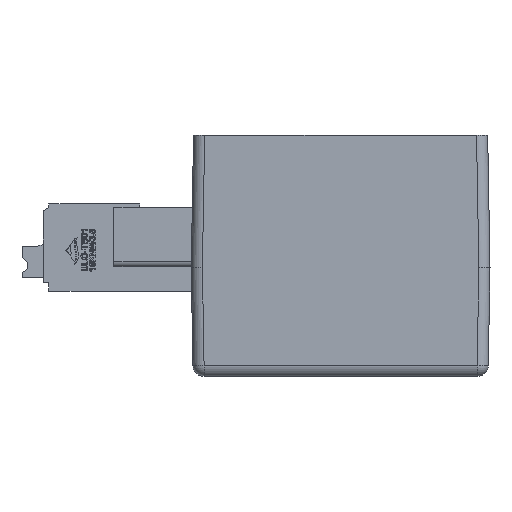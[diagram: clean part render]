
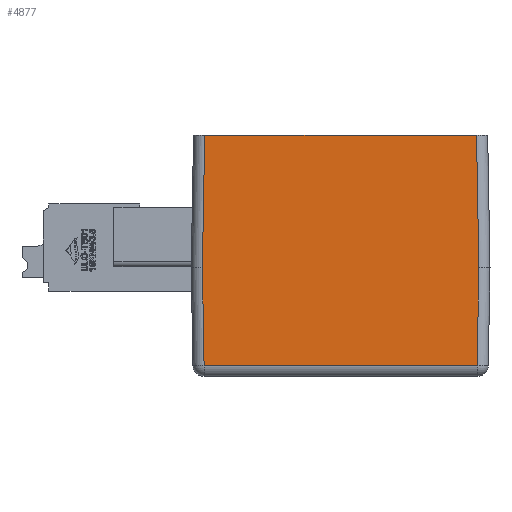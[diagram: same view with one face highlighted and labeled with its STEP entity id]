
A CAD part, front view. The second image highlights one B-rep face of the part: STEP entity #4877.
In plain terms, the highlighted planar face has unit normal (0, -1, 0).
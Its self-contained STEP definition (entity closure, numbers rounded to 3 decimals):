
#1635=FACE_OUTER_BOUND('',#11951,.T.);
#4877=ADVANCED_FACE('',(#1635),#8261,.F.);
#8261=PLANE('',#67159);
#11951=EDGE_LOOP('',(#16842,#16843,#16844,#16845,#16846,#16847));
#16842=ORIENTED_EDGE('',*,*,#41387,.T.);
#16843=ORIENTED_EDGE('',*,*,#41388,.T.);
#16844=ORIENTED_EDGE('',*,*,#41389,.F.);
#16845=ORIENTED_EDGE('',*,*,#41390,.T.);
#16846=ORIENTED_EDGE('',*,*,#41391,.T.);
#16847=ORIENTED_EDGE('',*,*,#41392,.T.);
#35157=VERTEX_POINT('',#88884);
#35158=VERTEX_POINT('',#88885);
#35159=VERTEX_POINT('',#88887);
#35160=VERTEX_POINT('',#88889);
#35161=VERTEX_POINT('',#88891);
#35162=VERTEX_POINT('',#88893);
#41387=EDGE_CURVE('',#35157,#35158,#50595,.T.);
#41388=EDGE_CURVE('',#35158,#35159,#50596,.T.);
#41389=EDGE_CURVE('',#35160,#35159,#50597,.T.);
#41390=EDGE_CURVE('',#35160,#35161,#50598,.T.);
#41391=EDGE_CURVE('',#35161,#35162,#50599,.T.);
#41392=EDGE_CURVE('',#35162,#35157,#50600,.T.);
#50595=LINE('',#88883,#59139);
#50596=LINE('',#88886,#59140);
#50597=LINE('',#88888,#59141);
#50598=LINE('',#88890,#59142);
#50599=LINE('',#88892,#59143);
#50600=LINE('',#88894,#59144);
#59139=VECTOR('',#71787,1.);
#59140=VECTOR('',#71788,1.);
#59141=VECTOR('',#71789,1.);
#59142=VECTOR('',#71790,1.);
#59143=VECTOR('',#71791,1.);
#59144=VECTOR('',#71792,1.);
#67159=AXIS2_PLACEMENT_3D('',#88895,#71793,#71794);
#71787=DIRECTION('',(-0.017,0.,-1.));
#71788=DIRECTION('',(0.017,0.,-1.));
#71789=DIRECTION('',(-1.,0.,0.));
#71790=DIRECTION('',(0.017,0.,1.));
#71791=DIRECTION('',(-0.017,0.,1.));
#71792=DIRECTION('',(-1.,0.,0.));
#71793=DIRECTION('',(0.,1.,0.));
#71794=DIRECTION('',(0.,0.,1.));
#88883=CARTESIAN_POINT('',(-8.809,-1.477,-11.767));
#88884=CARTESIAN_POINT('',(-8.549,-1.477,3.112));
#88885=CARTESIAN_POINT('',(-8.755,-1.477,-8.694));
#88886=CARTESIAN_POINT('',(-8.586,-1.477,-18.371));
#88887=CARTESIAN_POINT('',(-8.603,-1.477,-17.393));
#88888=CARTESIAN_POINT('',(2.45,-1.477,-17.393));
#88889=CARTESIAN_POINT('',(15.753,-1.477,-17.393));
#88890=CARTESIAN_POINT('',(15.726,-1.477,-18.926));
#88891=CARTESIAN_POINT('',(15.905,-1.477,-8.694));
#88892=CARTESIAN_POINT('',(15.966,-1.477,-12.188));
#88893=CARTESIAN_POINT('',(15.698,-1.477,3.112));
#88894=CARTESIAN_POINT('',(15.65,-1.477,3.112));
#88895=CARTESIAN_POINT('',(15.65,-1.477,-12.194));
